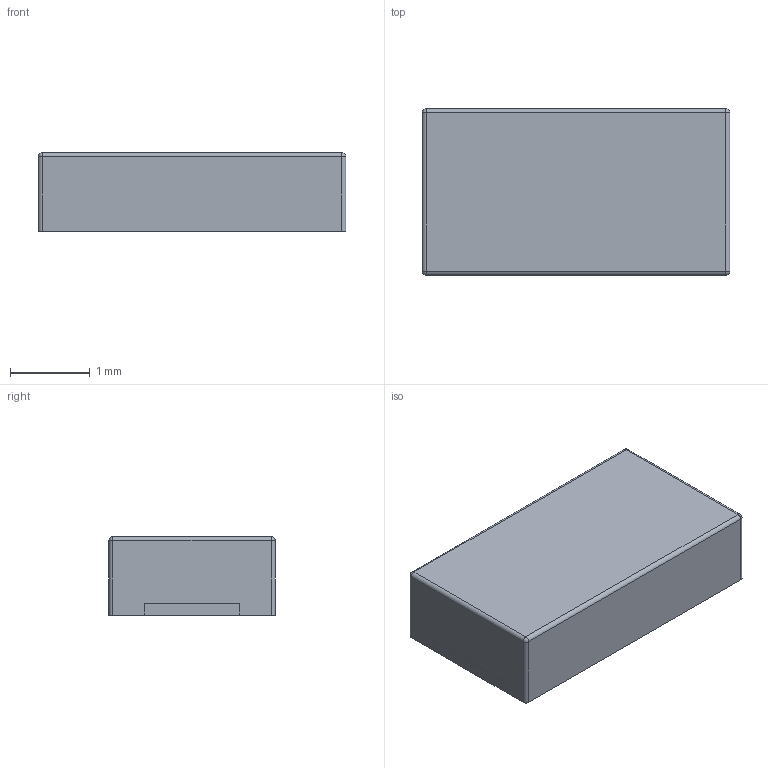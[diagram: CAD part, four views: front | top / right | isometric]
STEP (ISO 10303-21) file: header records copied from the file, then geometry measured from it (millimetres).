
FILE_DESCRIPTION (( 'STEP AP214' ), '1' );
FILE_NAME ('6DFN62CA-M3I.STEP', '2025-03-19T10:40:48', ( '' ), ( '' ), 'SwSTEP 2.0', 'SolidWorks 2023', '' );
FILE_SCHEMA (( 'AUTOMOTIVE_DESIGN' ));
Length unit declared in the file: millimetre
Products named in the file (1): 6DFN62CA-M3I
Bounding box: 3.85 x 2.08 x 0.98 mm (x, y, z)
Volume: 7.8 mm3; surface area: 39.8 mm2
Topology: 3 solids, 3 shells, 46 faces, 112 edges, 68 vertices
Faces by surface type: plane 34, cylinder 8, sphere 4
Entity records: 1663 total; most frequent: CARTESIAN_POINT 223, DIRECTION 218, ORIENTED_EDGE 216, EDGE_CURVE 108, VECTOR 92, LINE 92, VERTEX_POINT 68, AXIS2_PLACEMENT_3D 63
